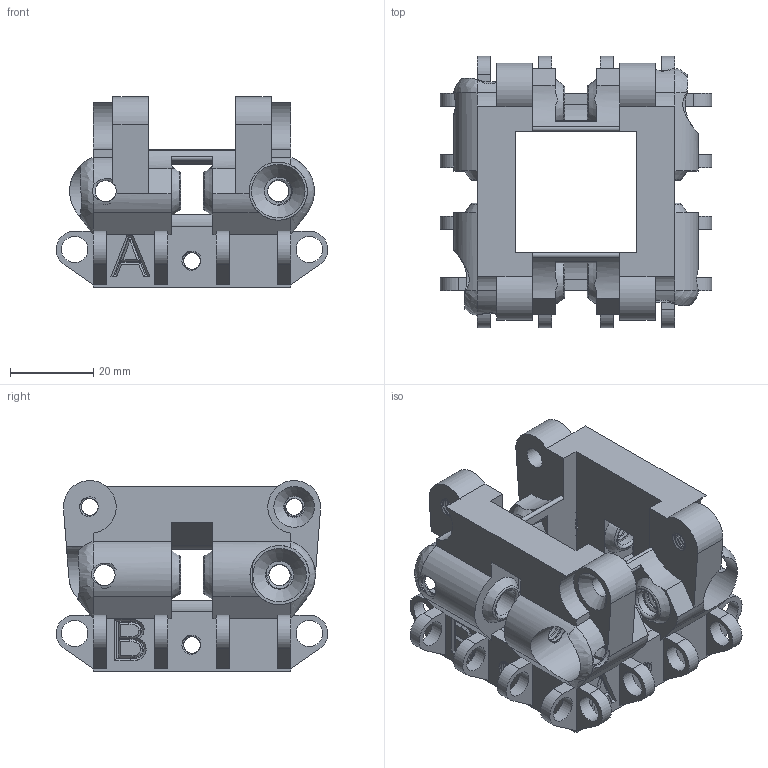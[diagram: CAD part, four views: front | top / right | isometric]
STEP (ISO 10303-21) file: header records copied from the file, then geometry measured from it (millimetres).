
FILE_DESCRIPTION(/* description */ (''),/* implementation_level */ '2;1');
FILE_NAME(/* name */ 'Middle Tube Upper Bearing Block.step',/* time_stamp */ '2023-09-15T11:05:26-04:00',/* author */ (''),/* organization */ (''),/* preprocessor_version */ 'ST-DEVELOPER v20',/* originating_system */ 'Autodesk Translation Framework v12.9.0.99',/* authorisation */ '');
FILE_SCHEMA (('AUTOMOTIVE_DESIGN { 1 0 10303 214 3 1 1 }'));
Length unit declared in the file: inch
Products named in the file (1): Middle Tube Upper Bearing Block
Bounding box: 65.39 x 65.39 x 45.95 mm (x, y, z)
Volume: 48711.3 mm3; surface area: 27579.8 mm2
Topology: 1 solids, 1 shells, 598 faces, 1763 edges, 1153 vertices
Faces by surface type: cylinder 272, plane 202, bspline 92, cone 16, torus 16
Full cylindrical faces by diameter (mm): 4.064 x12, 4.826 x18, 5.105 x2, 5.118 x9, 5.131 x1, 6.35 x29, 6.756 x8, 13.995 x2, 14.249 x2
Entity records: 32977 total; most frequent: CARTESIAN_POINT 18316, ORIENTED_EDGE 3506, DIRECTION 2352, EDGE_CURVE 1753, VERTEX_POINT 1153, AXIS2_PLACEMENT_3D 801, LINE 750, VECTOR 750
